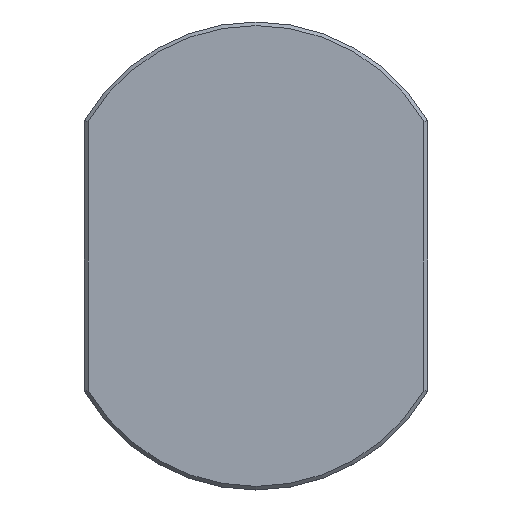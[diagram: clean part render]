
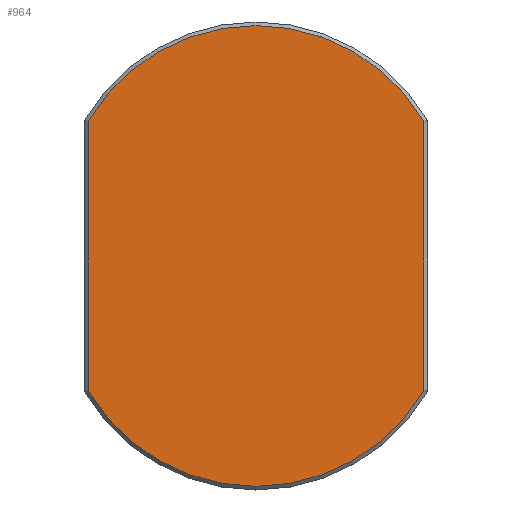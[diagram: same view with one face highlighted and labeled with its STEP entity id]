
A CAD part, top view. The second image highlights one B-rep face of the part: STEP entity #964.
In plain terms, the highlighted planar face has unit normal (0, 0, 1).
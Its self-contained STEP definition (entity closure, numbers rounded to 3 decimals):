
#41=CIRCLE('',#1039,21.6);
#43=CIRCLE('',#1043,21.6);
#86=FACE_OUTER_BOUND('',#144,.T.);
#144=EDGE_LOOP('',(#717,#718,#719,#720));
#226=LINE('',#1494,#330);
#229=LINE('',#1512,#333);
#330=VECTOR('',#1194,10.);
#333=VECTOR('',#1205,10.);
#428=VERTEX_POINT('',#1478);
#429=VERTEX_POINT('',#1479);
#432=VERTEX_POINT('',#1493);
#434=VERTEX_POINT('',#1502);
#530=EDGE_CURVE('',#428,#429,#41,.T.);
#534=EDGE_CURVE('',#429,#432,#226,.T.);
#537=EDGE_CURVE('',#432,#434,#43,.T.);
#541=EDGE_CURVE('',#434,#428,#229,.T.);
#717=ORIENTED_EDGE('',*,*,#530,.F.);
#718=ORIENTED_EDGE('',*,*,#541,.F.);
#719=ORIENTED_EDGE('',*,*,#537,.F.);
#720=ORIENTED_EDGE('',*,*,#534,.F.);
#915=PLANE('',#1049);
#964=ADVANCED_FACE('',(#86),#915,.T.);
#1039=AXIS2_PLACEMENT_3D('',#1480,#1188,#1189);
#1043=AXIS2_PLACEMENT_3D('',#1503,#1198,#1199);
#1049=AXIS2_PLACEMENT_3D('',#1523,#1216,#1217);
#1188=DIRECTION('center_axis',(0.,0.,
-1.));
#1189=DIRECTION('ref_axis',(1.,0.,0.));
#1194=DIRECTION('',(0.,-1.,0.));
#1198=DIRECTION('center_axis',(0.,0.,
-1.));
#1199=DIRECTION('ref_axis',(1.,0.,0.));
#1205=DIRECTION('',(0.,1.,0.));
#1216=DIRECTION('center_axis',(0.,0.,
1.));
#1217=DIRECTION('ref_axis',(-1.,0.,0.));
#1478=CARTESIAN_POINT('',(-18.1,14.889,21.));
#1479=CARTESIAN_POINT('',(19.1,14.889,21.));
#1480=CARTESIAN_POINT('Origin',(0.5,3.908,21.));
#1493=CARTESIAN_POINT('',(19.1,-14.893,21.));
#1494=CARTESIAN_POINT('',(19.1,0.498,21.));
#1502=CARTESIAN_POINT('',(-18.1,-14.893,21.));
#1503=CARTESIAN_POINT('Origin',(0.5,-3.911,21.));
#1512=CARTESIAN_POINT('',(-18.1,0.498,21.));
#1523=CARTESIAN_POINT('Origin',(0.502,0.498,21.));
